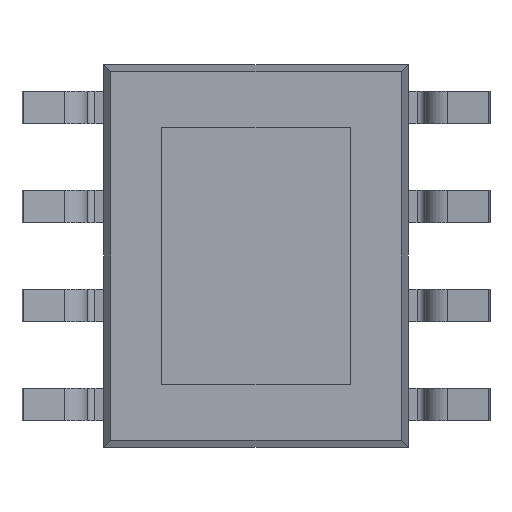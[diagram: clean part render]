
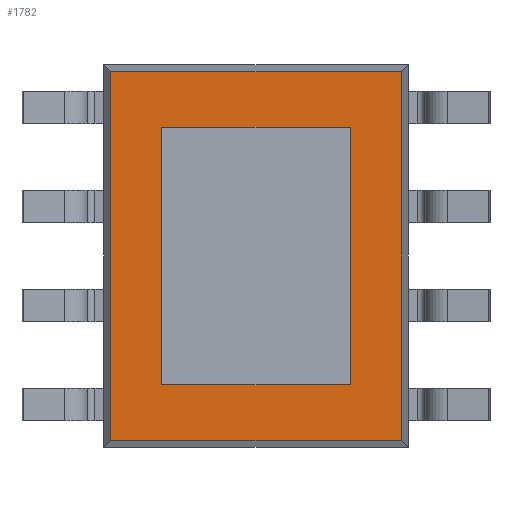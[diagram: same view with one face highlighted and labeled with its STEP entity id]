
A CAD part, front view. The second image highlights one B-rep face of the part: STEP entity #1782.
In plain terms, the highlighted planar face has unit normal (0, -1, 0).
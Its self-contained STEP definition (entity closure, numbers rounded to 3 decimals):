
#3 = AXIS2_PLACEMENT_3D ( 'NONE', #977, #642, #704 ) ;
#23 = CARTESIAN_POINT ( 'NONE',  ( -1.206, 0.15, 1.651 ) ) ;
#141 = ORIENTED_EDGE ( 'NONE', *, *, #3246, .F. ) ;
#237 = CARTESIAN_POINT ( 'NONE',  ( -1.206, 0.15, -1.651 ) ) ;
#307 = EDGE_CURVE ( 'NONE', #1189, #2783, #2267, .T. ) ;
#329 = FACE_BOUND ( 'NONE', #1849, .T. ) ;
#537 = EDGE_CURVE ( 'NONE', #3426, #2795, #1815, .T. ) ;
#581 = LINE ( 'NONE', #237, #4344 ) ;
#612 = EDGE_CURVE ( 'NONE', #1382, #1189, #929, .T. ) ;
#642 = DIRECTION ( 'NONE',  ( 0., -1., 0. ) ) ;
#704 = DIRECTION ( 'NONE',  ( 0., 0., -1. ) ) ;
#707 = LINE ( 'NONE', #2425, #2481 ) ;
#929 = LINE ( 'NONE', #2559, #3459 ) ;
#977 = CARTESIAN_POINT ( 'NONE',  ( 0., 0.15, 0. ) ) ;
#992 = LINE ( 'NONE', #1590, #2579 ) ;
#1014 = EDGE_LOOP ( 'NONE', ( #1587, #2940, #2748, #2484 ) ) ;
#1071 = VECTOR ( 'NONE', #1455, 1000. ) ;
#1094 = DIRECTION ( 'NONE',  ( 1., 0., 0. ) ) ;
#1111 = CARTESIAN_POINT ( 'NONE',  ( 1.86, 0.15, 2.36 ) ) ;
#1189 = VERTEX_POINT ( 'NONE', #1657 ) ;
#1382 = VERTEX_POINT ( 'NONE', #1111 ) ;
#1455 = DIRECTION ( 'NONE',  ( 0., 0., 1. ) ) ;
#1481 = CARTESIAN_POINT ( 'NONE',  ( 1.207, 0.15, 1.651 ) ) ;
#1496 = CARTESIAN_POINT ( 'NONE',  ( 1.207, 0.15, -1.651 ) ) ;
#1583 = DIRECTION ( 'NONE',  ( 1., 0., 0. ) ) ;
#1587 = ORIENTED_EDGE ( 'NONE', *, *, #307, .T. ) ;
#1590 = CARTESIAN_POINT ( 'NONE',  ( -1.206, 0.15, 1.651 ) ) ;
#1650 = LINE ( 'NONE', #3977, #4149 ) ;
#1657 = CARTESIAN_POINT ( 'NONE',  ( -1.86, 0.15, 2.36 ) ) ;
#1658 = DIRECTION ( 'NONE',  ( -1., 0., 0. ) ) ;
#1782 = ADVANCED_FACE ( 'NONE', ( #329, #4019 ), #1971, .T. ) ;
#1815 = LINE ( 'NONE', #1496, #1071 ) ;
#1849 = EDGE_LOOP ( 'NONE', ( #2804, #141, #2538, #3774 ) ) ;
#1891 = LINE ( 'NONE', #4186, #3155 ) ;
#1952 = DIRECTION ( 'NONE',  ( 0., 0., -1. ) ) ;
#1971 = PLANE ( 'NONE',  #3 ) ;
#2201 = CARTESIAN_POINT ( 'NONE',  ( -1.86, 0.15, -2.36 ) ) ;
#2267 = LINE ( 'NONE', #3619, #3737 ) ;
#2311 = DIRECTION ( 'NONE',  ( -1., 0., 0. ) ) ;
#2317 = CARTESIAN_POINT ( 'NONE',  ( -1.206, 0.15, -1.651 ) ) ;
#2425 = CARTESIAN_POINT ( 'NONE',  ( 1.95, 0.15, -2.36 ) ) ;
#2481 = VECTOR ( 'NONE', #1094, 1000. ) ;
#2484 = ORIENTED_EDGE ( 'NONE', *, *, #612, .T. ) ;
#2538 = ORIENTED_EDGE ( 'NONE', *, *, #3988, .F. ) ;
#2547 = VERTEX_POINT ( 'NONE', #3954 ) ;
#2551 = EDGE_CURVE ( 'NONE', #2783, #2547, #707, .T. ) ;
#2559 = CARTESIAN_POINT ( 'NONE',  ( -1.95, 0.15, 2.36 ) ) ;
#2579 = VECTOR ( 'NONE', #1658, 1000. ) ;
#2748 = ORIENTED_EDGE ( 'NONE', *, *, #3142, .T. ) ;
#2783 = VERTEX_POINT ( 'NONE', #2201 ) ;
#2795 = VERTEX_POINT ( 'NONE', #1481 ) ;
#2804 = ORIENTED_EDGE ( 'NONE', *, *, #537, .F. ) ;
#2940 = ORIENTED_EDGE ( 'NONE', *, *, #2551, .T. ) ;
#3000 = DIRECTION ( 'NONE',  ( 0., 0., -1. ) ) ;
#3142 = EDGE_CURVE ( 'NONE', #2547, #1382, #1891, .T. ) ;
#3155 = VECTOR ( 'NONE', #3240, 1000. ) ;
#3240 = DIRECTION ( 'NONE',  ( 0., 0., 1. ) ) ;
#3246 = EDGE_CURVE ( 'NONE', #4137, #3426, #1650, .T. ) ;
#3306 = VERTEX_POINT ( 'NONE', #23 ) ;
#3426 = VERTEX_POINT ( 'NONE', #4330 ) ;
#3459 = VECTOR ( 'NONE', #2311, 1000. ) ;
#3619 = CARTESIAN_POINT ( 'NONE',  ( -1.86, 0.15, -2.45 ) ) ;
#3737 = VECTOR ( 'NONE', #3000, 1000. ) ;
#3774 = ORIENTED_EDGE ( 'NONE', *, *, #4343, .F. ) ;
#3954 = CARTESIAN_POINT ( 'NONE',  ( 1.86, 0.15, -2.36 ) ) ;
#3977 = CARTESIAN_POINT ( 'NONE',  ( -1.206, 0.15, -1.651 ) ) ;
#3988 = EDGE_CURVE ( 'NONE', #3306, #4137, #581, .T. ) ;
#4019 = FACE_OUTER_BOUND ( 'NONE', #1014, .T. ) ;
#4137 = VERTEX_POINT ( 'NONE', #2317 ) ;
#4149 = VECTOR ( 'NONE', #1583, 1000. ) ;
#4186 = CARTESIAN_POINT ( 'NONE',  ( 1.86, 0.15, 2.45 ) ) ;
#4330 = CARTESIAN_POINT ( 'NONE',  ( 1.207, 0.15, -1.651 ) ) ;
#4343 = EDGE_CURVE ( 'NONE', #2795, #3306, #992, .T. ) ;
#4344 = VECTOR ( 'NONE', #1952, 1000. ) ;
